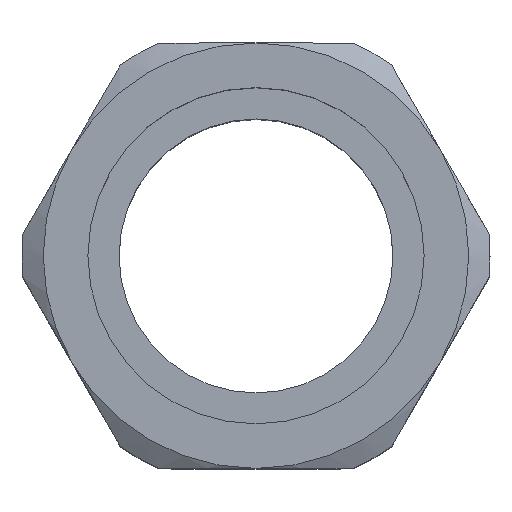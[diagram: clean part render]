
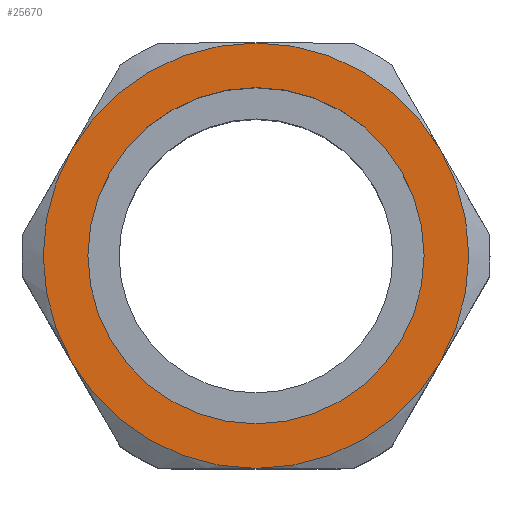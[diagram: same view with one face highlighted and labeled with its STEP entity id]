
A CAD part, top view. The second image highlights one B-rep face of the part: STEP entity #25670.
In plain terms, the highlighted face is planar.
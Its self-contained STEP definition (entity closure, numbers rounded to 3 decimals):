
#17340=CARTESIAN_POINT('',(49.175,0.,-20.5));
#17350=VERTEX_POINT('',#17340);
#18790=CARTESIAN_POINT('',(49.175,17.754,-10.25));
#18800=VERTEX_POINT('',#18790);
#20190=CARTESIAN_POINT('',(49.175,17.754,10.25));
#20200=VERTEX_POINT('',#20190);
#21590=CARTESIAN_POINT('',(49.175,0.,20.5));
#21600=VERTEX_POINT('',#21590);
#22990=CARTESIAN_POINT('',(49.175,-17.754,10.25));
#23000=VERTEX_POINT('',#22990);
#24340=CARTESIAN_POINT('',(49.175,-17.754,-10.25));
#24350=VERTEX_POINT('',#24340);
#24910=CARTESIAN_POINT('',(49.175,0.,0.));
#24920=DIRECTION('',(1.,0.,0.));
#24930=DIRECTION('',(0.,0.,-1.));
#24940=AXIS2_PLACEMENT_3D('',#24910,#24920,#24930);
#24950=CIRCLE('',#24940,20.5);
#24960=EDGE_CURVE('',#24350,#17350,#24950,.T.);
#25090=CARTESIAN_POINT('',(49.175,0.,0.));
#25100=DIRECTION('',(1.,-0.,0.));
#25110=DIRECTION('',(0.,0.,-1.));
#25120=AXIS2_PLACEMENT_3D('',#25090,#25100,#25110);
#25130=PLANE('',#25120);
#25140=CARTESIAN_POINT('',(49.175,0.,0.));
#25150=DIRECTION('',(-1.,0.,0.));
#25160=DIRECTION('',(0.,0.,1.));
#25170=AXIS2_PLACEMENT_3D('',#25140,#25150,#25160);
#25180=CIRCLE('',#25170,16.2);
#25190=CARTESIAN_POINT('',(49.175,0.,16.2));
#25200=VERTEX_POINT('',#25190);
#25210=CARTESIAN_POINT('',(49.175,0.,-16.2))
;
#25220=VERTEX_POINT('',#25210);
#25230=EDGE_CURVE('',#25200,#25220,#25180,.T.);
#25240=ORIENTED_EDGE('',*,*,#25230,.T.);
#25250=EDGE_CURVE('',#25220,#25200,#25180,.T.);
#25260=ORIENTED_EDGE('',*,*,#25250,.T.);
#25270=EDGE_LOOP('',(#25260,#25240));
#25280=FACE_BOUND('',#25270,.T.);
#25290=CARTESIAN_POINT('',(49.175,0.,0.));
#25300=DIRECTION('',(1.,0.,0.));
#25310=DIRECTION('',(0.,0.,-1.));
#25320=AXIS2_PLACEMENT_3D('',#25290,#25300,#25310);
#25330=CIRCLE('',#25320,20.5);
#25340=EDGE_CURVE('',#23000,#24350,#25330,.T.);
#25350=ORIENTED_EDGE('',*,*,#25340,.T.);
#25360=CARTESIAN_POINT('',(49.175,0.,0.));
#25370=DIRECTION('',(1.,0.,0.));
#25380=DIRECTION('',(0.,0.,-1.));
#25390=AXIS2_PLACEMENT_3D('',#25360,#25370,#25380);
#25400=CIRCLE('',#25390,20.5);
#25410=EDGE_CURVE('',#21600,#23000,#25400,.T.);
#25420=ORIENTED_EDGE('',*,*,#25410,.T.);
#25430=CARTESIAN_POINT('',(49.175,0.,0.));
#25440=DIRECTION('',(1.,0.,0.));
#25450=DIRECTION('',(0.,0.,-1.));
#25460=AXIS2_PLACEMENT_3D('',#25430,#25440,#25450);
#25470=CIRCLE('',#25460,20.5);
#25480=EDGE_CURVE('',#20200,#21600,#25470,.T.);
#25490=ORIENTED_EDGE('',*,*,#25480,.T.);
#25500=CARTESIAN_POINT('',(49.175,0.,0.));
#25510=DIRECTION('',(1.,0.,0.));
#25520=DIRECTION('',(0.,0.,-1.));
#25530=AXIS2_PLACEMENT_3D('',#25500,#25510,#25520);
#25540=CIRCLE('',#25530,20.5);
#25550=EDGE_CURVE('',#18800,#20200,#25540,.T.);
#25560=ORIENTED_EDGE('',*,*,#25550,.T.);
#25570=CARTESIAN_POINT('',(49.175,0.,0.));
#25580=DIRECTION('',(1.,0.,0.));
#25590=DIRECTION('',(0.,0.,-1.));
#25600=AXIS2_PLACEMENT_3D('',#25570,#25580,#25590);
#25610=CIRCLE('',#25600,20.5);
#25620=EDGE_CURVE('',#17350,#18800,#25610,.T.);
#25630=ORIENTED_EDGE('',*,*,#25620,.T.);
#25640=ORIENTED_EDGE('',*,*,#24960,.T.);
#25650=EDGE_LOOP('',(#25640,#25630,#25560,#25490,#25420,#25350));
#25660=FACE_OUTER_BOUND('',#25650,.T.);
#25670=ADVANCED_FACE('',(#25280,#25660),#25130,.T.);
